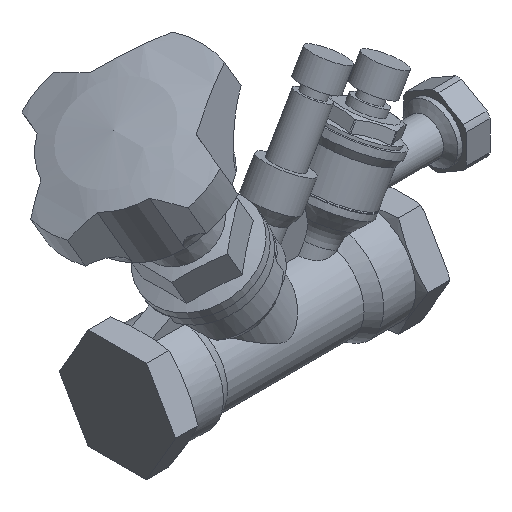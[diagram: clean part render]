
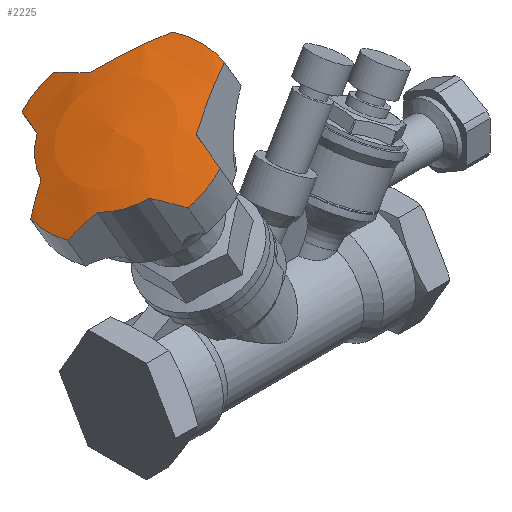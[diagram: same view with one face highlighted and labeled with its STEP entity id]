
A CAD part, isometric view. The second image highlights one B-rep face of the part: STEP entity #2225.
In plain terms, the highlighted spherical face has radius 100 mm.
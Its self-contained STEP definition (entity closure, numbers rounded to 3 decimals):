
#55=SPHERICAL_SURFACE('',#2405,100.);
#516=ORIENTED_EDGE('',*,*,#1125,.F.);
#517=ORIENTED_EDGE('',*,*,#1129,.F.);
#518=ORIENTED_EDGE('',*,*,#1132,.F.);
#519=ORIENTED_EDGE('',*,*,#1164,.F.);
#520=ORIENTED_EDGE('',*,*,#1135,.F.);
#521=ORIENTED_EDGE('',*,*,#1139,.F.);
#522=ORIENTED_EDGE('',*,*,#1142,.F.);
#523=ORIENTED_EDGE('',*,*,#1165,.F.);
#524=ORIENTED_EDGE('',*,*,#1145,.F.);
#525=ORIENTED_EDGE('',*,*,#1149,.F.);
#526=ORIENTED_EDGE('',*,*,#1153,.F.);
#527=ORIENTED_EDGE('',*,*,#1155,.F.);
#528=ORIENTED_EDGE('',*,*,#1117,.F.);
#529=ORIENTED_EDGE('',*,*,#1122,.F.);
#1117=EDGE_CURVE('',#1452,#1453,#1684,.T.);
#1122=EDGE_CURVE('',#1456,#1452,#1685,.F.);
#1125=EDGE_CURVE('',#1459,#1456,#1686,.F.);
#1129=EDGE_CURVE('',#1461,#1459,#1688,.T.);
#1132=EDGE_CURVE('',#1463,#1461,#1689,.F.);
#1135=EDGE_CURVE('',#1466,#1467,#1690,.F.);
#1139=EDGE_CURVE('',#1469,#1466,#1692,.T.);
#1142=EDGE_CURVE('',#1471,#1469,#1693,.F.);
#1145=EDGE_CURVE('',#1474,#1475,#1694,.F.);
#1149=EDGE_CURVE('',#1477,#1474,#1696,.T.);
#1153=EDGE_CURVE('',#1480,#1477,#1697,.F.);
#1155=EDGE_CURVE('',#1453,#1480,#1698,.F.);
#1164=EDGE_CURVE('',#1467,#1463,#1706,.T.);
#1165=EDGE_CURVE('',#1475,#1471,#1707,.T.);
#1452=VERTEX_POINT('',#3279);
#1453=VERTEX_POINT('',#3281);
#1456=VERTEX_POINT('',#3364);
#1459=VERTEX_POINT('',#3421);
#1461=VERTEX_POINT('',#3428);
#1463=VERTEX_POINT('',#3487);
#1466=VERTEX_POINT('',#3544);
#1467=VERTEX_POINT('',#3546);
#1469=VERTEX_POINT('',#3552);
#1471=VERTEX_POINT('',#3613);
#1474=VERTEX_POINT('',#3670);
#1475=VERTEX_POINT('',#3672);
#1477=VERTEX_POINT('',#3678);
#1480=VERTEX_POINT('',#3741);
#1684=CIRCLE('',#2367,35.);
#1685=CIRCLE('',#2369,97.262);
#1686=CIRCLE('',#2371,98.469);
#1688=CIRCLE('',#2374,32.5);
#1689=CIRCLE('',#2376,98.469);
#1690=CIRCLE('',#2378,98.469);
#1692=CIRCLE('',#2381,32.5);
#1693=CIRCLE('',#2383,98.469);
#1694=CIRCLE('',#2385,98.469);
#1696=CIRCLE('',#2388,32.5);
#1697=CIRCLE('',#2390,98.469);
#1698=CIRCLE('',#2392,97.262);
#1706=CIRCLE('',#2402,24.);
#1707=CIRCLE('',#2404,24.);
#1817=EDGE_LOOP('',(#516,#517,#518,#519,#520,#521,#522,#523,#524,#525,#526,
#527,#528,#529));
#1999=FACE_BOUND('',#1817,.T.);
#2225=ADVANCED_FACE('',(#1999),#55,.T.);
#2367=AXIS2_PLACEMENT_3D('',#3280,#2637,#2638);
#2369=AXIS2_PLACEMENT_3D('',#3365,#2644,#2645);
#2371=AXIS2_PLACEMENT_3D('',#3422,#2649,#2650);
#2374=AXIS2_PLACEMENT_3D('',#3429,#2657,#2658);
#2376=AXIS2_PLACEMENT_3D('',#3488,#2662,#2663);
#2378=AXIS2_PLACEMENT_3D('',#3545,#2667,#2668);
#2381=AXIS2_PLACEMENT_3D('',#3553,#2675,#2676);
#2383=AXIS2_PLACEMENT_3D('',#3614,#2680,#2681);
#2385=AXIS2_PLACEMENT_3D('',#3671,#2685,#2686);
#2388=AXIS2_PLACEMENT_3D('',#3679,#2693,#2694);
#2390=AXIS2_PLACEMENT_3D('',#3742,#2699,#2700);
#2392=AXIS2_PLACEMENT_3D('',#3822,#2703,#2704);
#2402=AXIS2_PLACEMENT_3D('',#3834,#2724,#2725);
#2404=AXIS2_PLACEMENT_3D('',#3836,#2728,#2729);
#2405=AXIS2_PLACEMENT_3D('',#3837,#2730,#2731);
#2637=DIRECTION('',(0.5,0.,-0.866));
#2638=DIRECTION('',(0.,1.,0.));
#2644=DIRECTION('',(-0.366,-0.906,-0.211));
#2645=DIRECTION('',(0.785,-0.423,0.453));
#2649=DIRECTION('',(-0.814,-0.342,-0.47));
#2650=DIRECTION('',(0.296,-0.94,0.171));
#2657=DIRECTION('',(0.5,0.,-0.866));
#2658=DIRECTION('',(0.,1.,0.));
#2662=DIRECTION('',(0.814,-0.342,0.47));
#2663=DIRECTION('',(0.296,0.94,0.171));
#2667=DIRECTION('',(0.296,-0.94,0.171));
#2668=DIRECTION('',(0.814,0.342,0.47));
#2675=DIRECTION('',(0.5,0.,-0.866));
#2676=DIRECTION('',(0.,1.,0.));
#2680=DIRECTION('',(0.296,0.94,0.171));
#2681=DIRECTION('',(-0.814,0.342,-0.47));
#2685=DIRECTION('',(0.814,0.342,0.47));
#2686=DIRECTION('',(-0.296,0.94,-0.171));
#2693=DIRECTION('',(0.5,0.,-0.866));
#2694=DIRECTION('',(0.,1.,0.));
#2699=DIRECTION('',(-0.814,0.342,-0.47));
#2700=DIRECTION('',(-0.296,-0.94,-0.171));
#2703=DIRECTION('',(-0.366,0.906,-0.211));
#2704=DIRECTION('',(-0.785,-0.423,-0.453));
#2724=DIRECTION('',(0.5,0.,-0.866));
#2725=DIRECTION('',(0.,1.,0.));
#2728=DIRECTION('',(0.5,0.,-0.866));
#2729=DIRECTION('',(0.,1.,0.));
#2730=DIRECTION('',(0.5,0.,-0.866));
#2731=DIRECTION('',(0.,-1.,0.));
#3279=CARTESIAN_POINT('',(-20.65,10.,102.849));
#3280=CARTESIAN_POINT('',(-49.697,0.,86.078));
#3281=CARTESIAN_POINT('',(-20.65,-10.,102.849));
#3364=CARTESIAN_POINT('',(-41.87,20.463,94.728));
#3365=CARTESIAN_POINT('',(5.645,21.061,9.864));
#3421=CARTESIAN_POINT('',(-44.083,31.737,90.355));
#3422=CARTESIAN_POINT('',(11.327,5.962,13.144));
#3428=CARTESIAN_POINT('',(-56.208,31.737,83.355));
#3429=CARTESIAN_POINT('',(-50.146,0.,86.855));
#3487=CARTESIAN_POINT('',(-60.699,21.463,83.655));
#3488=CARTESIAN_POINT('',(-17.046,5.962,-3.237));
#3544=CARTESIAN_POINT('',(-77.631,7.,70.986));
#3545=CARTESIAN_POINT('',(-8.023,16.381,1.972));
#3546=CARTESIAN_POINT('',(-69.986,10.739,78.293));
#3552=CARTESIAN_POINT('',(-77.631,-7.,70.986));
#3553=CARTESIAN_POINT('',(-50.146,0.,86.855));
#3613=CARTESIAN_POINT('',(-69.986,-10.739,78.293));
#3614=CARTESIAN_POINT('',(-8.023,-16.381,1.972));
#3670=CARTESIAN_POINT('',(-56.208,-31.737,83.355));
#3671=CARTESIAN_POINT('',(-17.046,-5.962,-3.237));
#3672=CARTESIAN_POINT('',(-60.699,-21.463,83.655));
#3678=CARTESIAN_POINT('',(-44.083,-31.737,90.355));
#3679=CARTESIAN_POINT('',(-50.146,0.,86.855));
#3741=CARTESIAN_POINT('',(-41.87,-20.463,94.728));
#3742=CARTESIAN_POINT('',(11.327,-5.962,13.144));
#3822=CARTESIAN_POINT('',(5.645,-21.061,9.864));
#3834=CARTESIAN_POINT('',(-51.398,0.,89.025));
#3836=CARTESIAN_POINT('',(-51.398,0.,89.025));
#3837=CARTESIAN_POINT('',(-2.86,0.,4.953));
